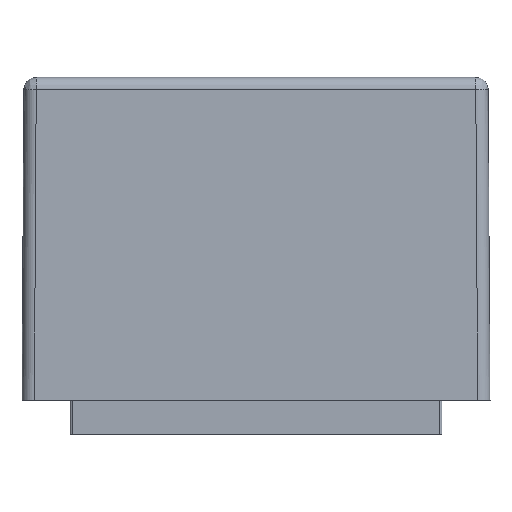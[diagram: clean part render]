
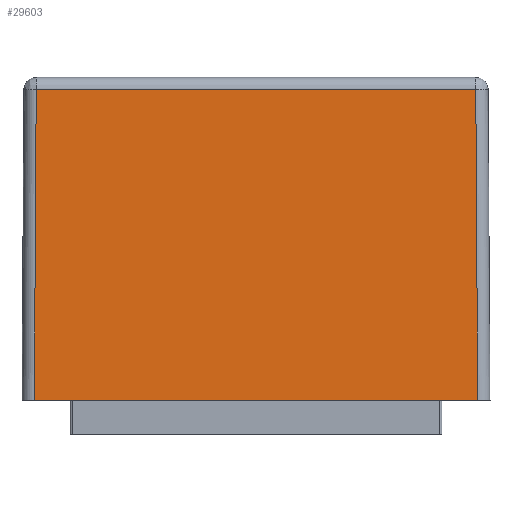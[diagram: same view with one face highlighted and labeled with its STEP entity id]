
A CAD part, front view. The second image highlights one B-rep face of the part: STEP entity #29603.
In plain terms, the highlighted planar face has unit normal (0, -1, 0.006).
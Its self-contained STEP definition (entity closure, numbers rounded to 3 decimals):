
#6050 = LINE ( 'NONE', #146422, #78286 ) ;
#7966 = EDGE_CURVE ( 'NONE', #84207, #110180, #9934, .T. ) ;
#9138 = CARTESIAN_POINT ( 'NONE',  ( -74.553, -33.983, 125.265 ) ) ;
#9934 = LINE ( 'NONE', #157603, #48364 ) ;
#16850 = CARTESIAN_POINT ( 'NONE',  ( -74.553, -33.983, 125.265 ) ) ;
#17176 = AXIS2_PLACEMENT_3D ( 'NONE', #171960, #85469, #186483 ) ;
#27863 = ORIENTED_EDGE ( 'NONE', *, *, #127511, .T. ) ;
#29603 = ADVANCED_FACE ( 'NONE', ( #138321 ), #171330, .T. ) ;
#41529 = DIRECTION ( 'NONE',  ( -1., 0., 0. ) ) ;
#48364 = VECTOR ( 'NONE', #41529, 1000. ) ;
#52241 = CARTESIAN_POINT ( 'NONE',  ( -77.438, -34.368, 62.25 ) ) ;
#53312 = VECTOR ( 'NONE', #182257, 1000. ) ;
#56149 = CARTESIAN_POINT ( 'NONE',  ( 14.678, -33.983, 125.265 ) ) ;
#57893 = EDGE_LOOP ( 'NONE', ( #73538, #74443, #140357, #27863 ) ) ;
#73538 = ORIENTED_EDGE ( 'NONE', *, *, #84605, .T. ) ;
#74443 = ORIENTED_EDGE ( 'NONE', *, *, #126623, .T. ) ;
#78286 = VECTOR ( 'NONE', #175488, 1000. ) ;
#84207 = VERTEX_POINT ( 'NONE', #56149 ) ;
#84605 = EDGE_CURVE ( 'NONE', #148634, #98478, #91701, .T. ) ;
#85469 = DIRECTION ( 'NONE',  ( 0., -1., 0.006 ) ) ;
#91701 = LINE ( 'NONE', #52241, #53312 ) ;
#98478 = VERTEX_POINT ( 'NONE', #138425 ) ;
#107231 = CARTESIAN_POINT ( 'NONE',  ( -74.938, -34.368, 62.25 ) ) ;
#110113 = DIRECTION ( 'NONE',  ( -0.006, -0.006, -1. ) ) ;
#110180 = VERTEX_POINT ( 'NONE', #16850 ) ;
#122923 = VECTOR ( 'NONE', #110113, 1000. ) ;
#126623 = EDGE_CURVE ( 'NONE', #98478, #84207, #6050, .T. ) ;
#127511 = EDGE_CURVE ( 'NONE', #110180, #148634, #161259, .T. ) ;
#138321 = FACE_OUTER_BOUND ( 'NONE', #57893, .T. ) ;
#138425 = CARTESIAN_POINT ( 'NONE',  ( 15.063, -34.368, 62.25 ) ) ;
#140357 = ORIENTED_EDGE ( 'NONE', *, *, #7966, .T. ) ;
#146422 = CARTESIAN_POINT ( 'NONE',  ( 15.063, -34.368, 62.25 ) ) ;
#148634 = VERTEX_POINT ( 'NONE', #107231 ) ;
#157603 = CARTESIAN_POINT ( 'NONE',  ( -77.438, -33.983, 125.265 ) ) ;
#161259 = LINE ( 'NONE', #9138, #122923 ) ;
#171330 = PLANE ( 'NONE',  #17176 ) ;
#171960 = CARTESIAN_POINT ( 'NONE',  ( -77.438, -34.368, 62.25 ) ) ;
#175488 = DIRECTION ( 'NONE',  ( -0.006, 0.006, 1. ) ) ;
#182257 = DIRECTION ( 'NONE',  ( 1., 0., 0. ) ) ;
#186483 = DIRECTION ( 'NONE',  ( 0., -0.006, -1. ) ) ;
